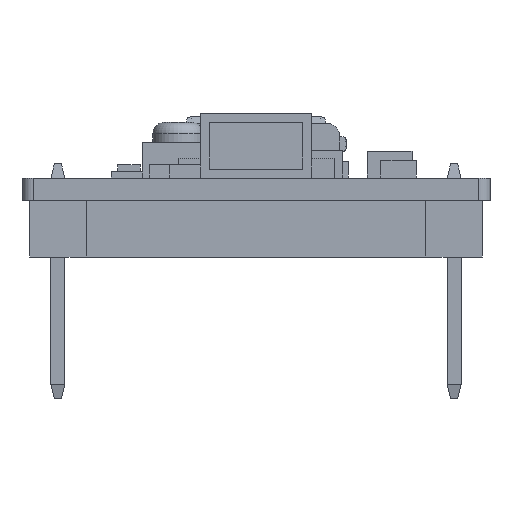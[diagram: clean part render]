
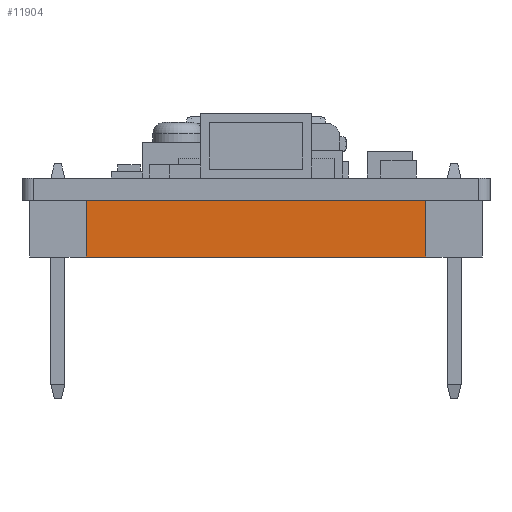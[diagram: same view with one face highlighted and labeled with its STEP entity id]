
A CAD part, front view. The second image highlights one B-rep face of the part: STEP entity #11904.
In plain terms, the highlighted planar face has unit normal (0, -1, 0).
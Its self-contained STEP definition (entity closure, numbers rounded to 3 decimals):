
#11407 = VERTEX_POINT('',#11408);
#11408 = CARTESIAN_POINT('',(-7.62,-20.066,2.54));
#11414 = EDGE_CURVE('',#11415,#11407,#11417,.T.);
#11415 = VERTEX_POINT('',#11416);
#11416 = CARTESIAN_POINT('',(-7.62,-20.066,0.));
#11417 = LINE('',#11418,#11419);
#11418 = CARTESIAN_POINT('',(-7.62,-20.066,0.));
#11419 = VECTOR('',#11420,1.);
#11420 = DIRECTION('',(0.,0.,1.));
#11480 = VERTEX_POINT('',#11481);
#11481 = CARTESIAN_POINT('',(7.62,-20.066,0.));
#11487 = EDGE_CURVE('',#11480,#11415,#11488,.T.);
#11488 = LINE('',#11489,#11490);
#11489 = CARTESIAN_POINT('',(7.62,-20.066,0.));
#11490 = VECTOR('',#11491,1.);
#11491 = DIRECTION('',(-1.,0.,0.));
#11659 = VERTEX_POINT('',#11660);
#11660 = CARTESIAN_POINT('',(7.62,-20.066,2.54));
#11666 = EDGE_CURVE('',#11480,#11659,#11667,.T.);
#11667 = LINE('',#11668,#11669);
#11668 = CARTESIAN_POINT('',(7.62,-20.066,0.));
#11669 = VECTOR('',#11670,1.);
#11670 = DIRECTION('',(0.,0.,1.));
#11808 = EDGE_CURVE('',#11407,#11659,#11809,.T.);
#11809 = LINE('',#11810,#11811);
#11810 = CARTESIAN_POINT('',(-7.62,-20.066,2.54));
#11811 = VECTOR('',#11812,1.);
#11812 = DIRECTION('',(1.,0.,0.));
#11904 = ADVANCED_FACE('',(#11905),#11911,.T.);
#11905 = FACE_BOUND('',#11906,.T.);
#11906 = EDGE_LOOP('',(#11907,#11908,#11909,#11910));
#11907 = ORIENTED_EDGE('',*,*,#11414,.F.);
#11908 = ORIENTED_EDGE('',*,*,#11487,.F.);
#11909 = ORIENTED_EDGE('',*,*,#11666,.T.);
#11910 = ORIENTED_EDGE('',*,*,#11808,.F.);
#11911 = PLANE('',#11912);
#11912 = AXIS2_PLACEMENT_3D('',#11913,#11914,#11915);
#11913 = CARTESIAN_POINT('',(0.,-20.066,1.27));
#11914 = DIRECTION('',(0.,-1.,0.));
#11915 = DIRECTION('',(0.,0.,-1.));
